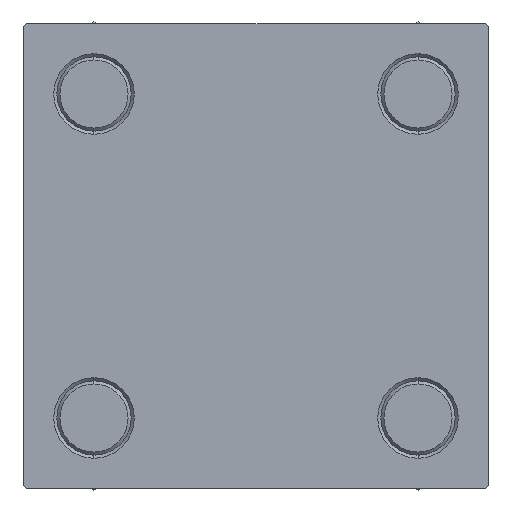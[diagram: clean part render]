
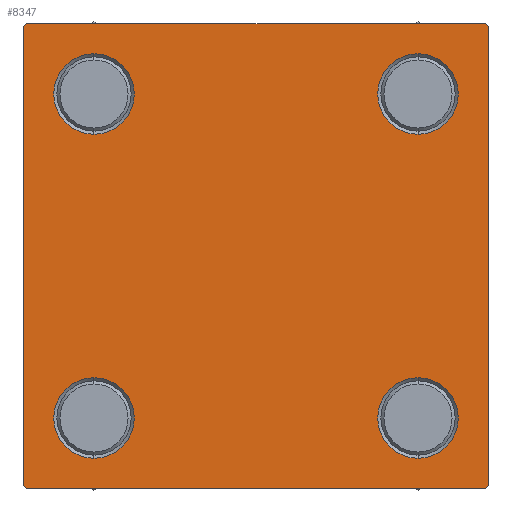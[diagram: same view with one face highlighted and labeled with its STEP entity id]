
A CAD part, left-side view. The second image highlights one B-rep face of the part: STEP entity #8347.
In plain terms, the highlighted planar face has unit normal (-1, 0, 0).
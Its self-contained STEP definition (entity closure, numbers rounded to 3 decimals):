
#118 = ORIENTED_EDGE ( 'NONE', *, *, #33698, .T. ) ;
#170 = CARTESIAN_POINT ( 'NONE',  ( 0., -37.5, -37. ) ) ;
#571 = CIRCLE ( 'NONE', #39940, 6.5 ) ;
#861 = VECTOR ( 'NONE', #26240, 1000. ) ;
#1125 = VERTEX_POINT ( 'NONE', #9698 ) ;
#1754 = VERTEX_POINT ( 'NONE', #13787 ) ;
#2187 = CARTESIAN_POINT ( 'NONE',  ( 0., 37.25, 37.25 ) ) ;
#2327 = CIRCLE ( 'NONE', #48916, 6.5 ) ;
#2899 = LINE ( 'NONE', #37121, #37212 ) ;
#3112 = CARTESIAN_POINT ( 'NONE',  ( 0., -26.15, 26.15 ) ) ;
#3141 = CARTESIAN_POINT ( 'NONE',  ( 0., -37., -37.5 ) ) ;
#3179 = VERTEX_POINT ( 'NONE', #14746 ) ;
#3257 = EDGE_CURVE ( 'NONE', #3179, #38517, #571, .T. ) ;
#4087 = DIRECTION ( 'NONE',  ( 1., 0., 0. ) ) ;
#4261 = EDGE_CURVE ( 'NONE', #19617, #25899, #8097, .T. ) ;
#4426 = CARTESIAN_POINT ( 'NONE',  ( 0., -37.5, 37. ) ) ;
#5467 = DIRECTION ( 'NONE',  ( -1., 0., 0. ) ) ;
#5911 = AXIS2_PLACEMENT_3D ( 'NONE', #13046, #24619, #36189 ) ;
#6129 = DIRECTION ( 'NONE',  ( 0., 0., 1. ) ) ;
#6155 = VERTEX_POINT ( 'NONE', #46787 ) ;
#6657 = VERTEX_POINT ( 'NONE', #29221 ) ;
#7871 = ORIENTED_EDGE ( 'NONE', *, *, #16579, .T. ) ;
#8097 = LINE ( 'NONE', #35027, #30358 ) ;
#8171 = DIRECTION ( 'NONE',  ( 0., -0.707, -0.707 ) ) ;
#8347 = ADVANCED_FACE ( 'NONE', ( #35186, #46988, #8512, #32145, #47478 ), #8756, .T. ) ;
#8512 = FACE_BOUND ( 'NONE', #36151, .T. ) ;
#8535 = DIRECTION ( 'NONE',  ( 0., 0., 1. ) ) ;
#8738 = AXIS2_PLACEMENT_3D ( 'NONE', #24097, #5467, #20814 ) ;
#8756 = PLANE ( 'NONE',  #8738 ) ;
#9159 = CIRCLE ( 'NONE', #17996, 6.5 ) ;
#9392 = EDGE_CURVE ( 'NONE', #1125, #32793, #2327, .T. ) ;
#9698 = CARTESIAN_POINT ( 'NONE',  ( 0., -26.15, 19.65 ) ) ;
#9766 = CIRCLE ( 'NONE', #24241, 6.5 ) ;
#10015 = VECTOR ( 'NONE', #11706, 1000. ) ;
#10192 = CARTESIAN_POINT ( 'NONE',  ( 0., -26.15, 32.65 ) ) ;
#10699 = CARTESIAN_POINT ( 'NONE',  ( 0., 37., -37.5 ) ) ;
#10745 = VECTOR ( 'NONE', #46401, 1000. ) ;
#11272 = ORIENTED_EDGE ( 'NONE', *, *, #24799, .T. ) ;
#11378 = CARTESIAN_POINT ( 'NONE',  ( 0., 37.5, 37.5 ) ) ;
#11706 = DIRECTION ( 'NONE',  ( 0., 0., -1. ) ) ;
#11955 = CARTESIAN_POINT ( 'NONE',  ( 0., 26.15, -26.15 ) ) ;
#12059 = DIRECTION ( 'NONE',  ( 1., 0., 0. ) ) ;
#12168 = EDGE_CURVE ( 'NONE', #38517, #3179, #13636, .T. ) ;
#12297 = EDGE_LOOP ( 'NONE', ( #11272, #118 ) ) ;
#13046 = CARTESIAN_POINT ( 'NONE',  ( 0., -26.15, -26.15 ) ) ;
#13579 = EDGE_CURVE ( 'NONE', #16119, #25899, #26537, .T. ) ;
#13636 = CIRCLE ( 'NONE', #34556, 6.5 ) ;
#13787 = CARTESIAN_POINT ( 'NONE',  ( 0., 26.15, 32.65 ) ) ;
#14719 = EDGE_CURVE ( 'NONE', #6155, #18258, #26734, .T. ) ;
#14746 = CARTESIAN_POINT ( 'NONE',  ( 0., 26.15, -19.65 ) ) ;
#15721 = LINE ( 'NONE', #31063, #10745 ) ;
#16109 = CARTESIAN_POINT ( 'NONE',  ( 0., 26.15, -32.65 ) ) ;
#16119 = VERTEX_POINT ( 'NONE', #4426 ) ;
#16579 = EDGE_CURVE ( 'NONE', #32793, #1125, #9766, .T. ) ;
#17168 = AXIS2_PLACEMENT_3D ( 'NONE', #35042, #4087, #49400 ) ;
#17776 = EDGE_LOOP ( 'NONE', ( #7871, #38524 ) ) ;
#17780 = DIRECTION ( 'NONE',  ( 0., 0.707, -0.707 ) ) ;
#17996 = AXIS2_PLACEMENT_3D ( 'NONE', #23532, #34372, #38886 ) ;
#18258 = VERTEX_POINT ( 'NONE', #47016 ) ;
#19002 = ORIENTED_EDGE ( 'NONE', *, *, #24300, .T. ) ;
#19617 = VERTEX_POINT ( 'NONE', #19986 ) ;
#19986 = CARTESIAN_POINT ( 'NONE',  ( 0., 37., 37.5 ) ) ;
#20814 = DIRECTION ( 'NONE',  ( 0., 0., 1. ) ) ;
#20925 = ORIENTED_EDGE ( 'NONE', *, *, #14719, .T. ) ;
#21302 = DIRECTION ( 'NONE',  ( 1., 0., 0. ) ) ;
#21550 = CARTESIAN_POINT ( 'NONE',  ( 0., 26.15, -26.15 ) ) ;
#22037 = ORIENTED_EDGE ( 'NONE', *, *, #13579, .T. ) ;
#22639 = CARTESIAN_POINT ( 'NONE',  ( 0., -26.15, 26.15 ) ) ;
#22936 = ORIENTED_EDGE ( 'NONE', *, *, #48697, .T. ) ;
#23239 = DIRECTION ( 'NONE',  ( 0., 0.707, 0.707 ) ) ;
#23532 = CARTESIAN_POINT ( 'NONE',  ( 0., 26.15, 26.15 ) ) ;
#23732 = CIRCLE ( 'NONE', #30172, 6.5 ) ;
#23896 = ORIENTED_EDGE ( 'NONE', *, *, #25226, .T. ) ;
#24097 = CARTESIAN_POINT ( 'NONE',  ( 0., 0., 0. ) ) ;
#24241 = AXIS2_PLACEMENT_3D ( 'NONE', #22639, #37996, #38481 ) ;
#24280 = VERTEX_POINT ( 'NONE', #10699 ) ;
#24300 = EDGE_CURVE ( 'NONE', #24280, #43572, #2899, .T. ) ;
#24619 = DIRECTION ( 'NONE',  ( 1., 0., 0. ) ) ;
#24799 = EDGE_CURVE ( 'NONE', #38212, #6657, #39656, .T. ) ;
#24929 = VERTEX_POINT ( 'NONE', #170 ) ;
#25226 = EDGE_CURVE ( 'NONE', #43572, #24929, #15721, .T. ) ;
#25899 = VERTEX_POINT ( 'NONE', #34870 ) ;
#26005 = EDGE_LOOP ( 'NONE', ( #43509, #22936 ) ) ;
#26240 = DIRECTION ( 'NONE',  ( 0., 0., -1. ) ) ;
#26537 = LINE ( 'NONE', #30056, #32184 ) ;
#26591 = CARTESIAN_POINT ( 'NONE',  ( 0., 26.15, 19.65 ) ) ;
#26734 = LINE ( 'NONE', #11378, #861 ) ;
#27484 = ORIENTED_EDGE ( 'NONE', *, *, #4261, .F. ) ;
#29193 = EDGE_CURVE ( 'NONE', #16119, #24929, #30824, .T. ) ;
#29221 = CARTESIAN_POINT ( 'NONE',  ( 0., -26.15, -32.65 ) ) ;
#29279 = ORIENTED_EDGE ( 'NONE', *, *, #35067, .T. ) ;
#30056 = CARTESIAN_POINT ( 'NONE',  ( 0., -37.25, 37.25 ) ) ;
#30172 = AXIS2_PLACEMENT_3D ( 'NONE', #39474, #12059, #8535 ) ;
#30313 = ORIENTED_EDGE ( 'NONE', *, *, #12168, .T. ) ;
#30358 = VECTOR ( 'NONE', #38072, 1000. ) ;
#30824 = LINE ( 'NONE', #46167, #10015 ) ;
#31063 = CARTESIAN_POINT ( 'NONE',  ( 0., -37.25, -37.25 ) ) ;
#31075 = DIRECTION ( 'NONE',  ( 0., 0., 1. ) ) ;
#31212 = ORIENTED_EDGE ( 'NONE', *, *, #3257, .T. ) ;
#32145 = FACE_BOUND ( 'NONE', #26005, .T. ) ;
#32184 = VECTOR ( 'NONE', #23239, 1000. ) ;
#32387 = DIRECTION ( 'NONE',  ( 0., 0., 1. ) ) ;
#32793 = VERTEX_POINT ( 'NONE', #10192 ) ;
#33268 = CIRCLE ( 'NONE', #17168, 6.5 ) ;
#33302 = DIRECTION ( 'NONE',  ( 1., 0., 0. ) ) ;
#33698 = EDGE_CURVE ( 'NONE', #6657, #38212, #23732, .T. ) ;
#34372 = DIRECTION ( 'NONE',  ( 1., 0., 0. ) ) ;
#34556 = AXIS2_PLACEMENT_3D ( 'NONE', #21550, #21302, #32387 ) ;
#34870 = CARTESIAN_POINT ( 'NONE',  ( 0., -37., 37.5 ) ) ;
#35027 = CARTESIAN_POINT ( 'NONE',  ( 0., 37.5, 37.5 ) ) ;
#35042 = CARTESIAN_POINT ( 'NONE',  ( 0., 26.15, 26.15 ) ) ;
#35067 = EDGE_CURVE ( 'NONE', #19617, #6155, #36664, .T. ) ;
#35186 = FACE_BOUND ( 'NONE', #17776, .T. ) ;
#35218 = VERTEX_POINT ( 'NONE', #26591 ) ;
#35800 = ORIENTED_EDGE ( 'NONE', *, *, #29193, .F. ) ;
#36151 = EDGE_LOOP ( 'NONE', ( #31212, #30313 ) ) ;
#36189 = DIRECTION ( 'NONE',  ( 0., 0., 1. ) ) ;
#36664 = LINE ( 'NONE', #2187, #43081 ) ;
#36947 = EDGE_CURVE ( 'NONE', #18258, #24280, #38382, .T. ) ;
#37121 = CARTESIAN_POINT ( 'NONE',  ( 0., 37.5, -37.5 ) ) ;
#37212 = VECTOR ( 'NONE', #48930, 1000. ) ;
#37996 = DIRECTION ( 'NONE',  ( 1., 0., 0. ) ) ;
#38072 = DIRECTION ( 'NONE',  ( 0., -1., 0. ) ) ;
#38212 = VERTEX_POINT ( 'NONE', #49148 ) ;
#38382 = LINE ( 'NONE', #42888, #41520 ) ;
#38481 = DIRECTION ( 'NONE',  ( 0., 0., 1. ) ) ;
#38517 = VERTEX_POINT ( 'NONE', #16109 ) ;
#38524 = ORIENTED_EDGE ( 'NONE', *, *, #9392, .T. ) ;
#38886 = DIRECTION ( 'NONE',  ( 0., 0., 1. ) ) ;
#39474 = CARTESIAN_POINT ( 'NONE',  ( 0., -26.15, -26.15 ) ) ;
#39656 = CIRCLE ( 'NONE', #5911, 6.5 ) ;
#39940 = AXIS2_PLACEMENT_3D ( 'NONE', #11955, #42399, #31075 ) ;
#41520 = VECTOR ( 'NONE', #8171, 1000. ) ;
#42399 = DIRECTION ( 'NONE',  ( 1., 0., 0. ) ) ;
#42888 = CARTESIAN_POINT ( 'NONE',  ( 0., 37.25, -37.25 ) ) ;
#43081 = VECTOR ( 'NONE', #17780, 1000. ) ;
#43509 = ORIENTED_EDGE ( 'NONE', *, *, #49209, .T. ) ;
#43572 = VERTEX_POINT ( 'NONE', #3141 ) ;
#46167 = CARTESIAN_POINT ( 'NONE',  ( 0., -37.5, 37.5 ) ) ;
#46401 = DIRECTION ( 'NONE',  ( 0., -0.707, 0.707 ) ) ;
#46736 = EDGE_LOOP ( 'NONE', ( #20925, #47343, #19002, #23896, #35800, #22037, #27484, #29279 ) ) ;
#46787 = CARTESIAN_POINT ( 'NONE',  ( 0., 37.5, 37. ) ) ;
#46988 = FACE_BOUND ( 'NONE', #12297, .T. ) ;
#47016 = CARTESIAN_POINT ( 'NONE',  ( 0., 37.5, -37. ) ) ;
#47343 = ORIENTED_EDGE ( 'NONE', *, *, #36947, .T. ) ;
#47478 = FACE_OUTER_BOUND ( 'NONE', #46736, .T. ) ;
#48697 = EDGE_CURVE ( 'NONE', #35218, #1754, #33268, .T. ) ;
#48916 = AXIS2_PLACEMENT_3D ( 'NONE', #3112, #33302, #6129 ) ;
#48930 = DIRECTION ( 'NONE',  ( 0., -1., 0. ) ) ;
#49148 = CARTESIAN_POINT ( 'NONE',  ( 0., -26.15, -19.65 ) ) ;
#49209 = EDGE_CURVE ( 'NONE', #1754, #35218, #9159, .T. ) ;
#49400 = DIRECTION ( 'NONE',  ( 0., 0., 1. ) ) ;
